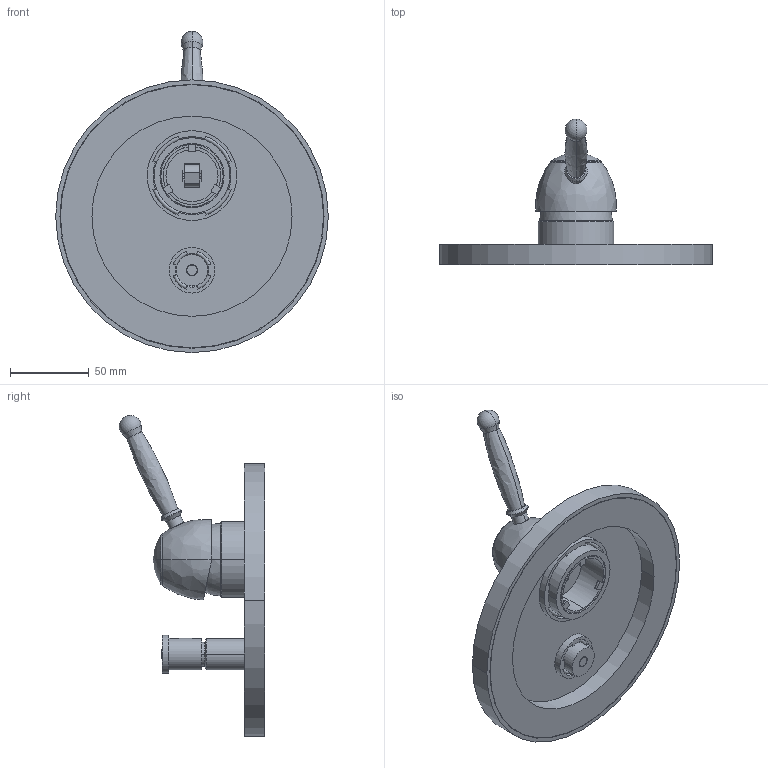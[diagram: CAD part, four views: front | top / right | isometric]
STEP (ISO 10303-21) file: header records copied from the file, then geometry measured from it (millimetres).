
FILE_DESCRIPTION((''),'2;1');
FILE_NAME('GIBOX015CR','2021-11-10T16:42:48',('ut3'),('PAFFONI SpA'),'CREO PARAMETRIC BY PTC INC, 2020044','CREO PARAMETRIC BY PTC INC, 2020044','');
FILE_SCHEMA(('CONFIG_CONTROL_DESIGN','SHAPE_APPEARANCE_LAYERS_GROUPS'));
Length unit declared in the file: millimetre
Products named in the file (1): GIBOX015CR
Bounding box: 173 x 92.25 x 203.72 mm (x, y, z)
Volume: 252566.3 mm3; surface area: 126742.1 mm2
Topology: 8 solids, 8 shells, 1045 faces, 2834 edges, 1807 vertices
Faces by surface type: plane 613, cylinder 267, torus 78, cone 67, sphere 12, bspline 8
Entity records: 43735 total; most frequent: CARTESIAN_POINT 9469, ORIENTED_EDGE 5636, DIRECTION 5424, EDGE_CURVE 2818, AXIS2_PLACEMENT_3D 1939, VERTEX_POINT 1807, VECTOR 1546, LINE 1546
